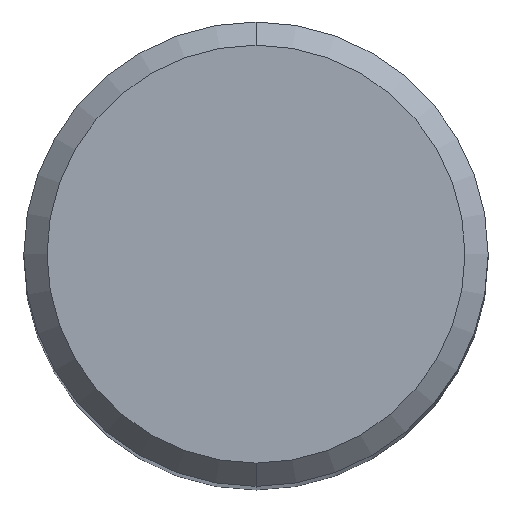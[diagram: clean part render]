
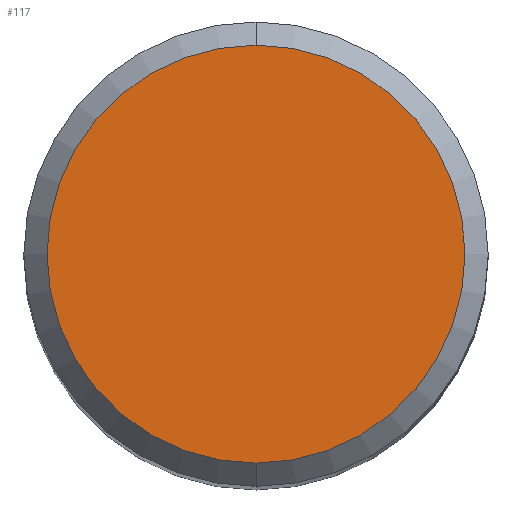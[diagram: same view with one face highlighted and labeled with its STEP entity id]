
A CAD part, top view. The second image highlights one B-rep face of the part: STEP entity #117.
In plain terms, the highlighted planar face has unit normal (0, 0, 1).
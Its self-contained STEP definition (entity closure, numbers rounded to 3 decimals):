
#117=ADVANCED_FACE('',(#270),#271,.T.);
#123=EDGE_CURVE('',#165,#187,#277,.T.);
#165=VERTEX_POINT('',#321);
#175=EDGE_CURVE('',#187,#165,#332,.T.);
#187=VERTEX_POINT('',#348);
#270=FACE_OUTER_BOUND('',#438,.T.);
#271=PLANE('',#439);
#277=CIRCLE('',#450,4.5);
#321=CARTESIAN_POINT('',(0.0,4.5,0.0));
#332=CIRCLE('',#520,4.5);
#348=CARTESIAN_POINT('',(0.,-4.5,0.0));
#438=EDGE_LOOP('',(#632,#633));
#439=AXIS2_PLACEMENT_3D('',#634,#635,#636);
#450=AXIS2_PLACEMENT_3D('',#639,#640,#641);
#520=AXIS2_PLACEMENT_3D('',#689,#690,#691);
#632=ORIENTED_EDGE('',*,*,#123,.F.);
#633=ORIENTED_EDGE('',*,*,#175,.F.);
#634=CARTESIAN_POINT('',(0.0,2.25,0.0));
#635=DIRECTION('',(-0.0,0.0,1.0));
#636=DIRECTION('',(0.0,-1.0,0.0));
#639=CARTESIAN_POINT('',(0.0,0.0,0.0));
#640=DIRECTION('',(0.0,0.0,-1.0));
#641=DIRECTION('',(0.0,1.0,0.0));
#689=CARTESIAN_POINT('',(0.0,0.0,0.0));
#690=DIRECTION('',(0.0,0.0,-1.0));
#691=DIRECTION('',(0.0,1.0,0.0));
